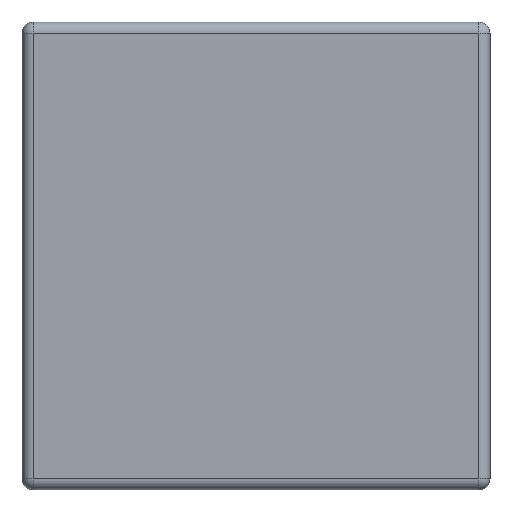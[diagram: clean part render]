
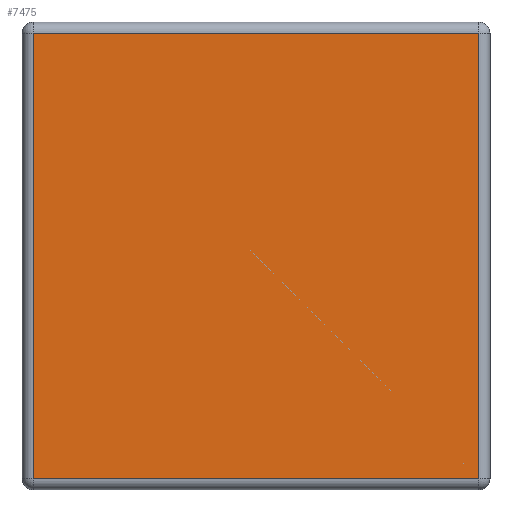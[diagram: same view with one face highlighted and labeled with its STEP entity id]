
A CAD part, left-side view. The second image highlights one B-rep face of the part: STEP entity #7475.
In plain terms, the highlighted planar face has unit normal (-1, 0, 0).
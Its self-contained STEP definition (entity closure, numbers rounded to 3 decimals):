
#230 = EDGE_CURVE ( 'NONE', #1524, #3378, #1718, .T. ) ;
#1020 = ORIENTED_EDGE ( 'NONE', *, *, #6346, .T. ) ;
#1032 = DIRECTION ( 'NONE',  ( 0., 0., -1. ) ) ;
#1100 = CARTESIAN_POINT ( 'NONE',  ( -1., 0.595, 0.03 ) ) ;
#1263 = CARTESIAN_POINT ( 'NONE',  ( -1., 0.625, 0.03 ) ) ;
#1371 = FACE_OUTER_BOUND ( 'NONE', #8525, .T. ) ;
#1524 = VERTEX_POINT ( 'NONE', #7543 ) ;
#1584 = CARTESIAN_POINT ( 'NONE',  ( -1., 0.625, 1.25 ) ) ;
#1718 = LINE ( 'NONE', #4912, #5362 ) ;
#2096 = ORIENTED_EDGE ( 'NONE', *, *, #4252, .T. ) ;
#2311 = VECTOR ( 'NONE', #5175, 1000. ) ;
#2598 = CARTESIAN_POINT ( 'NONE',  ( -1., -0.595, 1.22 ) ) ;
#2838 = ORIENTED_EDGE ( 'NONE', *, *, #5453, .T. ) ;
#3378 = VERTEX_POINT ( 'NONE', #2598 ) ;
#3542 = AXIS2_PLACEMENT_3D ( 'NONE', #1584, #4905, #4170 ) ;
#3848 = CARTESIAN_POINT ( 'NONE',  ( -1., 0.625, 1.22 ) ) ;
#3983 = CARTESIAN_POINT ( 'NONE',  ( -1., 0.595, 1.22 ) ) ;
#4043 = PLANE ( 'NONE',  #3542 ) ;
#4170 = DIRECTION ( 'NONE',  ( 0., 1., 0. ) ) ;
#4252 = EDGE_CURVE ( 'NONE', #7091, #5406, #6464, .T. ) ;
#4423 = LINE ( 'NONE', #3848, #2311 ) ;
#4905 = DIRECTION ( 'NONE',  ( 1., 0., 0. ) ) ;
#4912 = CARTESIAN_POINT ( 'NONE',  ( -1., -0.595, 1.25 ) ) ;
#5175 = DIRECTION ( 'NONE',  ( 0., 1., 0. ) ) ;
#5264 = LINE ( 'NONE', #1263, #5294 ) ;
#5294 = VECTOR ( 'NONE', #7943, 1000. ) ;
#5362 = VECTOR ( 'NONE', #7611, 1000. ) ;
#5406 = VERTEX_POINT ( 'NONE', #1100 ) ;
#5453 = EDGE_CURVE ( 'NONE', #3378, #7091, #4423, .T. ) ;
#6346 = EDGE_CURVE ( 'NONE', #5406, #1524, #5264, .T. ) ;
#6464 = LINE ( 'NONE', #7233, #7343 ) ;
#7091 = VERTEX_POINT ( 'NONE', #3983 ) ;
#7233 = CARTESIAN_POINT ( 'NONE',  ( -1., 0.595, 1.25 ) ) ;
#7343 = VECTOR ( 'NONE', #1032, 1000. ) ;
#7475 = ADVANCED_FACE ( 'NONE', ( #1371 ), #4043, .F. ) ;
#7502 = ORIENTED_EDGE ( 'NONE', *, *, #230, .T. ) ;
#7543 = CARTESIAN_POINT ( 'NONE',  ( -1., -0.595, 0.03 ) ) ;
#7611 = DIRECTION ( 'NONE',  ( 0., 0., 1. ) ) ;
#7943 = DIRECTION ( 'NONE',  ( 0., -1., 0. ) ) ;
#8525 = EDGE_LOOP ( 'NONE', ( #1020, #7502, #2838, #2096 ) ) ;
